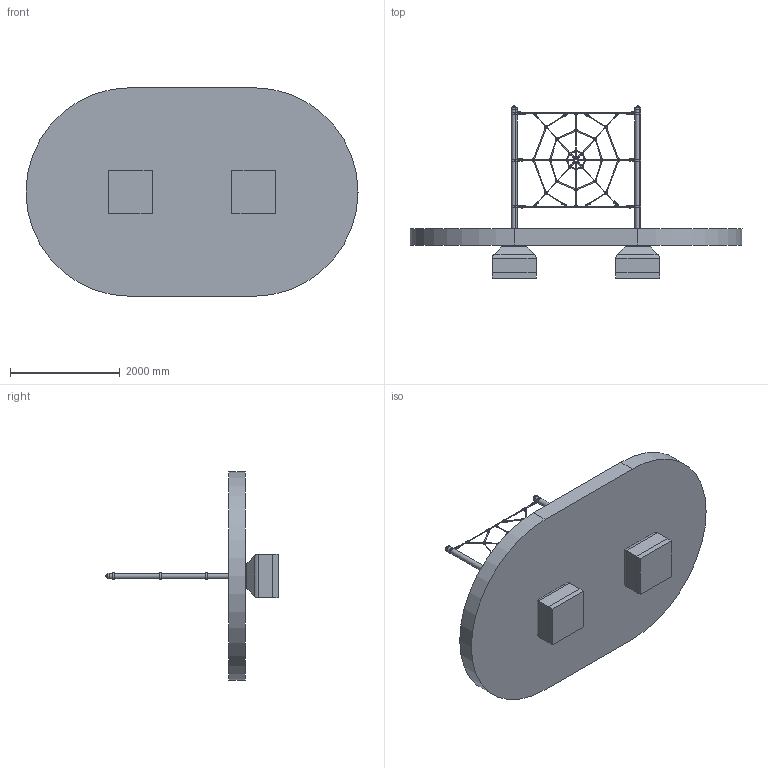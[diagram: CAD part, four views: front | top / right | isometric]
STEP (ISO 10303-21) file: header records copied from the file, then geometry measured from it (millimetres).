
FILE_DESCRIPTION (( 'STEP AP214' ), '1' );
FILE_NAME ('4591-30-8.STEP', '2019-06-24T12:40:41', ( '' ), ( '' ), 'SwSTEP 2.0', 'SolidWorks 2019', '' );
FILE_SCHEMA (( 'AUTOMOTIVE_DESIGN' ));
Length unit declared in the file: millimetre
Products named in the file (21): -8-ZsmbPfosten-4591-30-2; Knotenkugel ohne; -8-Fundament; Ring-M10x100; Bew. T-Stück Längsträger; 4591-30-8; 55-02-08 - Schäkel M8 geschweift; Seil120_Standard<Wie bearbeitet>; -8-Abdeckkappe-4591-30-2; T-Stück_14_SN; Sicherheitsbereich - Kopie; 457-01 - Kunststoff Kausche gelb; Netz-Zsmb_4591_08; 457-06 - Kunststoff Kausche gr黱_schwarz; Netz_4591_08_Standard<Wie bearbeitet>; -8-Zsmb-Schelle-4591-30-2; Bew. T-Stück Querträger; 457-01-Kunststoff_Kausche_rot; -8-70-4594-70 - PA-Adapter_; Knotenkugel-ohne
Assembly tree (96 placements, depth 3):
  4591-30-8
    -8-ZsmbPfosten-4591-30-2  x2
    -8-Abdeckkappe-4591-30-2  x2
    -8-Zsmb-Schelle-4591-30-2  x8
    -8-Fundament  x2
    Sicherheitsbereich - Kopie
    Netz-Zsmb_4591_08
      Bew. T-Stück Querträger
      Bew. T-Stück Längsträger
    -8-70-4594-70 - PA-Adapter_  x6
    55-02-08 - Schäkel M8 geschweift  x6
    457-06 - Kunststoff Kausche gr黱_schwarz  x6
    Knotenkugel-ohne  x9
    Seil120_Standard<Wie bearbeitet>  x8
    Netz-Zsmb_4591_08
      Netz_4591_08_Standard<Wie bearbeitet>
      Knotenkugel ohne  x13
      Bew. T-Stück Querträger  x8
      Bew. T-Stück Längsträger  x8
      T-Stück_14_SN  x2
    Ring-M10x100
    457-01 - Kunststoff Kausche gelb  x4
    457-01-Kunststoff_Kausche_rot  x4
    Knotenkugel ohne
Bounding box: 6050 x 3140.44 x 3800 mm (x, y, z)
Volume: 6641281636.3 mm3; surface area: 59634431.3 mm2
Topology: 165 solids, 165 shells, 6098 faces, 15788 edges, 9915 vertices
Faces by surface type: plane 2714, cylinder 1718, torus 712, bspline 618, cone 290, sphere 46
Entity records: 49971 total; most frequent: CARTESIAN_POINT 17560, ORIENTED_EDGE 5736, DIRECTION 5582, EDGE_CURVE 2868, AXIS2_PLACEMENT_3D 2119, VERTEX_POINT 1802, LINE 1344, VECTOR 1344
